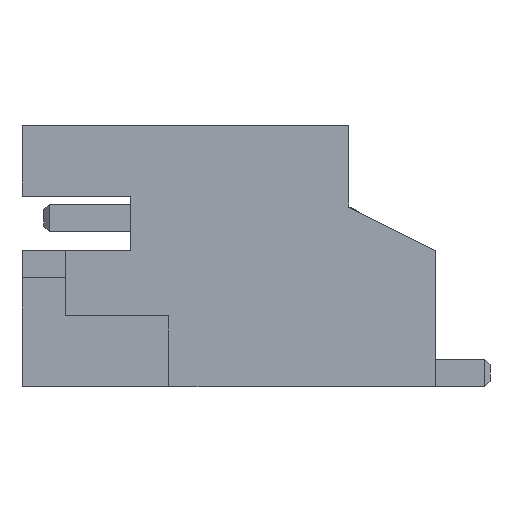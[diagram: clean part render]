
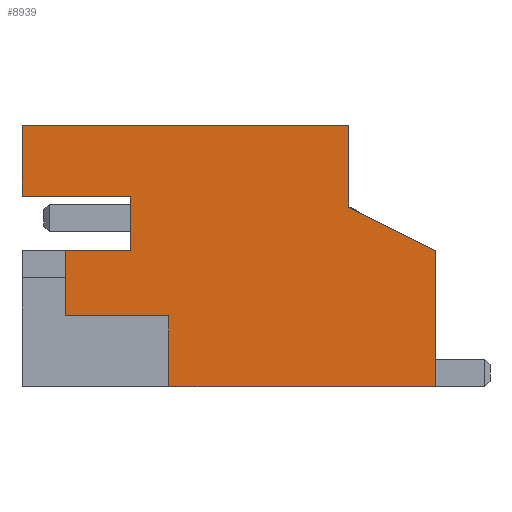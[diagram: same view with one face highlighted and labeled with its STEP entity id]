
A CAD part, left-side view. The second image highlights one B-rep face of the part: STEP entity #8939.
In plain terms, the highlighted free-form (B-spline) face has degree [1, 1] with [2, 2] control points.
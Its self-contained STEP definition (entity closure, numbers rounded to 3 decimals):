
#8939 = ADVANCED_FACE('',(#8940),#8954,.T.);
#8940 = FACE_BOUND('',#8941,.T.);
#8941 = EDGE_LOOP('',(#8942,#8964,#8979,#8994,#9009,#9024,#9039,#9054,
    #9069,#9084,#9099,#9114));
#8942 = ORIENTED_EDGE('',*,*,#8943,.T.);
#8943 = EDGE_CURVE('',#8944,#8946,#8948,.T.);
#8944 = VERTEX_POINT('',#8945);
#8945 = CARTESIAN_POINT('',(-4.014,5.974,5.));
#8946 = VERTEX_POINT('',#8947);
#8947 = CARTESIAN_POINT('',(-4.014,3.974,5.));
#8948 = SURFACE_CURVE('',#8949,(#8953),.PCURVE_S1.);
#8949 = LINE('',#8950,#8951);
#8950 = CARTESIAN_POINT('',(-4.014,5.974,5.));
#8951 = VECTOR('',#8952,1.);
#8952 = DIRECTION('',(0.,-1.,0.));
#8953 = PCURVE('',#8954,#8959);
#8954 = B_SPLINE_SURFACE_WITH_KNOTS('',1,1,(
    (#8955,#8956)
    ,(#8957,#8958
    )),.UNSPECIFIED.,.F.,.F.,.F.,(2,2),(2,2),(0.,1.),(0.,1.),
  .PIECEWISE_BEZIER_KNOTS.);
#8955 = CARTESIAN_POINT('',(-4.014,5.974,1.5));
#8956 = CARTESIAN_POINT('',(-4.014,5.974,6.3));
#8957 = CARTESIAN_POINT('',(-4.014,-1.626,1.5));
#8958 = CARTESIAN_POINT('',(-4.014,-1.626,6.3));
#8959 = DEFINITIONAL_REPRESENTATION('',(#8960),#8963);
#8960 = B_SPLINE_CURVE_WITH_KNOTS('',1,(#8961,#8962),.UNSPECIFIED.,.F.,
  .F.,(2,2),(0.,2.),.PIECEWISE_BEZIER_KNOTS.);
#8961 = CARTESIAN_POINT('',(0.,0.729));
#8962 = CARTESIAN_POINT('',(0.263,0.729));
#8963 = ( GEOMETRIC_REPRESENTATION_CONTEXT(2) 
PARAMETRIC_REPRESENTATION_CONTEXT() REPRESENTATION_CONTEXT('2D SPACE',''
  ) );
#8964 = ORIENTED_EDGE('',*,*,#8965,.T.);
#8965 = EDGE_CURVE('',#8946,#8966,#8968,.T.);
#8966 = VERTEX_POINT('',#8967);
#8967 = CARTESIAN_POINT('',(-4.014,3.974,4.));
#8968 = SURFACE_CURVE('',#8969,(#8973),.PCURVE_S1.);
#8969 = LINE('',#8970,#8971);
#8970 = CARTESIAN_POINT('',(-4.014,3.974,5.));
#8971 = VECTOR('',#8972,1.);
#8972 = DIRECTION('',(0.,0.,-1.));
#8973 = PCURVE('',#8954,#8974);
#8974 = DEFINITIONAL_REPRESENTATION('',(#8975),#8978);
#8975 = B_SPLINE_CURVE_WITH_KNOTS('',1,(#8976,#8977),.UNSPECIFIED.,.F.,
  .F.,(2,2),(0.,1.),.PIECEWISE_BEZIER_KNOTS.);
#8976 = CARTESIAN_POINT('',(0.263,0.729));
#8977 = CARTESIAN_POINT('',(0.263,0.521));
#8978 = ( GEOMETRIC_REPRESENTATION_CONTEXT(2) 
PARAMETRIC_REPRESENTATION_CONTEXT() REPRESENTATION_CONTEXT('2D SPACE',''
  ) );
#8979 = ORIENTED_EDGE('',*,*,#8980,.T.);
#8980 = EDGE_CURVE('',#8966,#8981,#8983,.T.);
#8981 = VERTEX_POINT('',#8982);
#8982 = CARTESIAN_POINT('',(-4.014,5.174,4.));
#8983 = SURFACE_CURVE('',#8984,(#8988),.PCURVE_S1.);
#8984 = LINE('',#8985,#8986);
#8985 = CARTESIAN_POINT('',(-4.014,3.974,4.));
#8986 = VECTOR('',#8987,1.);
#8987 = DIRECTION('',(0.,1.,0.));
#8988 = PCURVE('',#8954,#8989);
#8989 = DEFINITIONAL_REPRESENTATION('',(#8990),#8993);
#8990 = B_SPLINE_CURVE_WITH_KNOTS('',1,(#8991,#8992),.UNSPECIFIED.,.F.,
  .F.,(2,2),(0.,1.2),.PIECEWISE_BEZIER_KNOTS.);
#8991 = CARTESIAN_POINT('',(0.263,0.521));
#8992 = CARTESIAN_POINT('',(0.105,0.521));
#8993 = ( GEOMETRIC_REPRESENTATION_CONTEXT(2) 
PARAMETRIC_REPRESENTATION_CONTEXT() REPRESENTATION_CONTEXT('2D SPACE',''
  ) );
#8994 = ORIENTED_EDGE('',*,*,#8995,.T.);
#8995 = EDGE_CURVE('',#8981,#8996,#8998,.T.);
#8996 = VERTEX_POINT('',#8997);
#8997 = CARTESIAN_POINT('',(-4.014,5.174,2.8));
#8998 = SURFACE_CURVE('',#8999,(#9003),.PCURVE_S1.);
#8999 = LINE('',#9000,#9001);
#9000 = CARTESIAN_POINT('',(-4.014,5.174,4.));
#9001 = VECTOR('',#9002,1.);
#9002 = DIRECTION('',(0.,0.,-1.));
#9003 = PCURVE('',#8954,#9004);
#9004 = DEFINITIONAL_REPRESENTATION('',(#9005),#9008);
#9005 = B_SPLINE_CURVE_WITH_KNOTS('',1,(#9006,#9007),.UNSPECIFIED.,.F.,
  .F.,(2,2),(0.,1.2),.PIECEWISE_BEZIER_KNOTS.);
#9006 = CARTESIAN_POINT('',(0.105,0.521));
#9007 = CARTESIAN_POINT('',(0.105,0.271));
#9008 = ( GEOMETRIC_REPRESENTATION_CONTEXT(2) 
PARAMETRIC_REPRESENTATION_CONTEXT() REPRESENTATION_CONTEXT('2D SPACE',''
  ) );
#9009 = ORIENTED_EDGE('',*,*,#9010,.T.);
#9010 = EDGE_CURVE('',#8996,#9011,#9013,.T.);
#9011 = VERTEX_POINT('',#9012);
#9012 = CARTESIAN_POINT('',(-4.014,3.274,2.8));
#9013 = SURFACE_CURVE('',#9014,(#9018),.PCURVE_S1.);
#9014 = LINE('',#9015,#9016);
#9015 = CARTESIAN_POINT('',(-4.014,5.174,2.8));
#9016 = VECTOR('',#9017,1.);
#9017 = DIRECTION('',(0.,-1.,0.));
#9018 = PCURVE('',#8954,#9019);
#9019 = DEFINITIONAL_REPRESENTATION('',(#9020),#9023);
#9020 = B_SPLINE_CURVE_WITH_KNOTS('',1,(#9021,#9022),.UNSPECIFIED.,.F.,
  .F.,(2,2),(0.,1.9),.PIECEWISE_BEZIER_KNOTS.);
#9021 = CARTESIAN_POINT('',(0.105,0.271));
#9022 = CARTESIAN_POINT('',(0.355,0.271));
#9023 = ( GEOMETRIC_REPRESENTATION_CONTEXT(2) 
PARAMETRIC_REPRESENTATION_CONTEXT() REPRESENTATION_CONTEXT('2D SPACE',''
  ) );
#9024 = ORIENTED_EDGE('',*,*,#9025,.T.);
#9025 = EDGE_CURVE('',#9011,#9026,#9028,.T.);
#9026 = VERTEX_POINT('',#9027);
#9027 = CARTESIAN_POINT('',(-4.014,3.274,1.5));
#9028 = SURFACE_CURVE('',#9029,(#9033),.PCURVE_S1.);
#9029 = LINE('',#9030,#9031);
#9030 = CARTESIAN_POINT('',(-4.014,3.274,2.8));
#9031 = VECTOR('',#9032,1.);
#9032 = DIRECTION('',(0.,0.,-1.));
#9033 = PCURVE('',#8954,#9034);
#9034 = DEFINITIONAL_REPRESENTATION('',(#9035),#9038);
#9035 = B_SPLINE_CURVE_WITH_KNOTS('',1,(#9036,#9037),.UNSPECIFIED.,.F.,
  .F.,(2,2),(0.,1.3),.PIECEWISE_BEZIER_KNOTS.);
#9036 = CARTESIAN_POINT('',(0.355,0.271));
#9037 = CARTESIAN_POINT('',(0.355,0.));
#9038 = ( GEOMETRIC_REPRESENTATION_CONTEXT(2) 
PARAMETRIC_REPRESENTATION_CONTEXT() REPRESENTATION_CONTEXT('2D SPACE',''
  ) );
#9039 = ORIENTED_EDGE('',*,*,#9040,.F.);
#9040 = EDGE_CURVE('',#9041,#9026,#9043,.T.);
#9041 = VERTEX_POINT('',#9042);
#9042 = CARTESIAN_POINT('',(-4.014,-1.626,1.5));
#9043 = SURFACE_CURVE('',#9044,(#9048),.PCURVE_S1.);
#9044 = LINE('',#9045,#9046);
#9045 = CARTESIAN_POINT('',(-4.014,-1.626,1.5));
#9046 = VECTOR('',#9047,1.);
#9047 = DIRECTION('',(0.,1.,0.));
#9048 = PCURVE('',#8954,#9049);
#9049 = DEFINITIONAL_REPRESENTATION('',(#9050),#9053);
#9050 = B_SPLINE_CURVE_WITH_KNOTS('',1,(#9051,#9052),.UNSPECIFIED.,.F.,
  .F.,(2,2),(0.,4.9),.PIECEWISE_BEZIER_KNOTS.);
#9051 = CARTESIAN_POINT('',(1.,0.));
#9052 = CARTESIAN_POINT('',(0.355,0.));
#9053 = ( GEOMETRIC_REPRESENTATION_CONTEXT(2) 
PARAMETRIC_REPRESENTATION_CONTEXT() REPRESENTATION_CONTEXT('2D SPACE',''
  ) );
#9054 = ORIENTED_EDGE('',*,*,#9055,.F.);
#9055 = EDGE_CURVE('',#9056,#9041,#9058,.T.);
#9056 = VERTEX_POINT('',#9057);
#9057 = CARTESIAN_POINT('',(-4.014,-1.626,4.));
#9058 = SURFACE_CURVE('',#9059,(#9063),.PCURVE_S1.);
#9059 = LINE('',#9060,#9061);
#9060 = CARTESIAN_POINT('',(-4.014,-1.626,4.));
#9061 = VECTOR('',#9062,1.);
#9062 = DIRECTION('',(0.,0.,-1.));
#9063 = PCURVE('',#8954,#9064);
#9064 = DEFINITIONAL_REPRESENTATION('',(#9065),#9068);
#9065 = B_SPLINE_CURVE_WITH_KNOTS('',1,(#9066,#9067),.UNSPECIFIED.,.F.,
  .F.,(2,2),(0.,2.5),.PIECEWISE_BEZIER_KNOTS.);
#9066 = CARTESIAN_POINT('',(1.,0.521));
#9067 = CARTESIAN_POINT('',(1.,0.));
#9068 = ( GEOMETRIC_REPRESENTATION_CONTEXT(2) 
PARAMETRIC_REPRESENTATION_CONTEXT() REPRESENTATION_CONTEXT('2D SPACE',''
  ) );
#9069 = ORIENTED_EDGE('',*,*,#9070,.F.);
#9070 = EDGE_CURVE('',#9071,#9056,#9073,.T.);
#9071 = VERTEX_POINT('',#9072);
#9072 = CARTESIAN_POINT('',(-4.014,-0.026,4.8));
#9073 = SURFACE_CURVE('',#9074,(#9078),.PCURVE_S1.);
#9074 = LINE('',#9075,#9076);
#9075 = CARTESIAN_POINT('',(-4.014,-0.026,4.8));
#9076 = VECTOR('',#9077,1.);
#9077 = DIRECTION('',(-0.,-0.894,-0.447));
#9078 = PCURVE('',#8954,#9079);
#9079 = DEFINITIONAL_REPRESENTATION('',(#9080),#9083);
#9080 = B_SPLINE_CURVE_WITH_KNOTS('',1,(#9081,#9082),.UNSPECIFIED.,.F.,
  .F.,(2,2),(0.,1.789),.PIECEWISE_BEZIER_KNOTS.);
#9081 = CARTESIAN_POINT('',(0.789,0.688));
#9082 = CARTESIAN_POINT('',(1.,0.521));
#9083 = ( GEOMETRIC_REPRESENTATION_CONTEXT(2) 
PARAMETRIC_REPRESENTATION_CONTEXT() REPRESENTATION_CONTEXT('2D SPACE',''
  ) );
#9084 = ORIENTED_EDGE('',*,*,#9085,.F.);
#9085 = EDGE_CURVE('',#9086,#9071,#9088,.T.);
#9086 = VERTEX_POINT('',#9087);
#9087 = CARTESIAN_POINT('',(-4.014,-0.026,6.3));
#9088 = SURFACE_CURVE('',#9089,(#9093),.PCURVE_S1.);
#9089 = LINE('',#9090,#9091);
#9090 = CARTESIAN_POINT('',(-4.014,-0.026,6.3));
#9091 = VECTOR('',#9092,1.);
#9092 = DIRECTION('',(0.,0.,-1.));
#9093 = PCURVE('',#8954,#9094);
#9094 = DEFINITIONAL_REPRESENTATION('',(#9095),#9098);
#9095 = B_SPLINE_CURVE_WITH_KNOTS('',1,(#9096,#9097),.UNSPECIFIED.,.F.,
  .F.,(2,2),(0.,1.5),.PIECEWISE_BEZIER_KNOTS.);
#9096 = CARTESIAN_POINT('',(0.789,1.));
#9097 = CARTESIAN_POINT('',(0.789,0.688));
#9098 = ( GEOMETRIC_REPRESENTATION_CONTEXT(2) 
PARAMETRIC_REPRESENTATION_CONTEXT() REPRESENTATION_CONTEXT('2D SPACE',''
  ) );
#9099 = ORIENTED_EDGE('',*,*,#9100,.T.);
#9100 = EDGE_CURVE('',#9086,#9101,#9103,.T.);
#9101 = VERTEX_POINT('',#9102);
#9102 = CARTESIAN_POINT('',(-4.014,5.974,6.3));
#9103 = SURFACE_CURVE('',#9104,(#9108),.PCURVE_S1.);
#9104 = LINE('',#9105,#9106);
#9105 = CARTESIAN_POINT('',(-4.014,-0.026,6.3));
#9106 = VECTOR('',#9107,1.);
#9107 = DIRECTION('',(0.,1.,0.));
#9108 = PCURVE('',#8954,#9109);
#9109 = DEFINITIONAL_REPRESENTATION('',(#9110),#9113);
#9110 = B_SPLINE_CURVE_WITH_KNOTS('',1,(#9111,#9112),.UNSPECIFIED.,.F.,
  .F.,(2,2),(0.,6.),.PIECEWISE_BEZIER_KNOTS.);
#9111 = CARTESIAN_POINT('',(0.789,1.));
#9112 = CARTESIAN_POINT('',(0.,1.));
#9113 = ( GEOMETRIC_REPRESENTATION_CONTEXT(2) 
PARAMETRIC_REPRESENTATION_CONTEXT() REPRESENTATION_CONTEXT('2D SPACE',''
  ) );
#9114 = ORIENTED_EDGE('',*,*,#9115,.F.);
#9115 = EDGE_CURVE('',#8944,#9101,#9116,.T.);
#9116 = SURFACE_CURVE('',#9117,(#9121),.PCURVE_S1.);
#9117 = LINE('',#9118,#9119);
#9118 = CARTESIAN_POINT('',(-4.014,5.974,5.));
#9119 = VECTOR('',#9120,1.);
#9120 = DIRECTION('',(0.,0.,1.));
#9121 = PCURVE('',#8954,#9122);
#9122 = DEFINITIONAL_REPRESENTATION('',(#9123),#9126);
#9123 = B_SPLINE_CURVE_WITH_KNOTS('',1,(#9124,#9125),.UNSPECIFIED.,.F.,
  .F.,(2,2),(0.,1.3),.PIECEWISE_BEZIER_KNOTS.);
#9124 = CARTESIAN_POINT('',(0.,0.729));
#9125 = CARTESIAN_POINT('',(0.,1.));
#9126 = ( GEOMETRIC_REPRESENTATION_CONTEXT(2) 
PARAMETRIC_REPRESENTATION_CONTEXT() REPRESENTATION_CONTEXT('2D SPACE',''
  ) );
